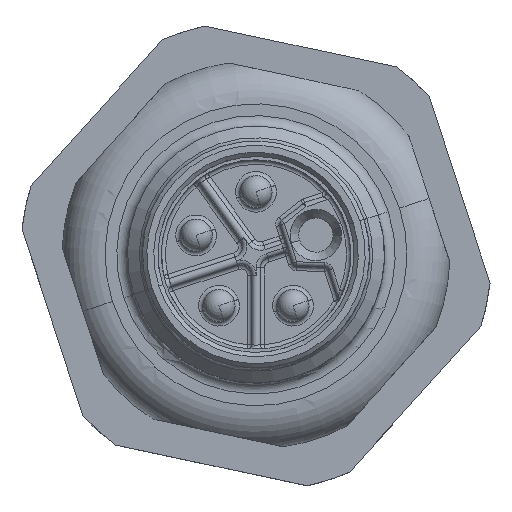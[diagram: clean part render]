
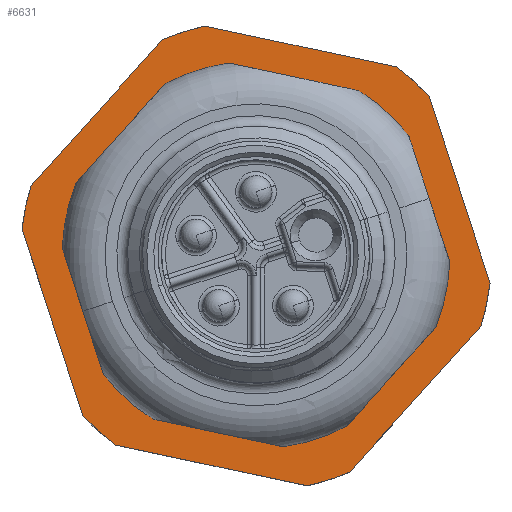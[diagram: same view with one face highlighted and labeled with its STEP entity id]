
A CAD part, top view. The second image highlights one B-rep face of the part: STEP entity #6631.
In plain terms, the highlighted planar face has unit normal (0, 0, 1).
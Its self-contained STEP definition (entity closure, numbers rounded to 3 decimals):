
#6479=AXIS2_PLACEMENT_3D('Plane Axis2P3D',#6476,#6477,#6478) ;
#6599=AXIS2_PLACEMENT_3D('Circle Axis2P3D',#6597,#6598,$) ;
#6608=AXIS2_PLACEMENT_3D('Circle Axis2P3D',#6606,#6607,$) ;
#6615=AXIS2_PLACEMENT_3D('Circle Axis2P3D',#6613,#6614,$) ;
#6622=AXIS2_PLACEMENT_3D('Circle Axis2P3D',#6620,#6621,$) ;
#6476=CARTESIAN_POINT('Axis2P3D Location',(-3.196,2.49,10.1)) ;
#6482=CARTESIAN_POINT('Control Point',(15.292,0.637,10.1)) ;
#6483=CARTESIAN_POINT('Control Point',(14.913,0.474,10.1)) ;
#6484=CARTESIAN_POINT('Control Point',(14.526,0.328,10.1)) ;
#6485=CARTESIAN_POINT('Control Point',(14.132,0.199,10.1)) ;
#6486=CARTESIAN_POINT('Control Point',(13.733,0.09,10.1)) ;
#6487=CARTESIAN_POINT('Control Point',(13.33,0.,10.1)) ;
#6488=CARTESIAN_POINT('Vertex',(15.292,0.637,10.1)) ;
#6490=CARTESIAN_POINT('Vertex',(13.33,0.,10.1)) ;
#6493=CARTESIAN_POINT('Line Origine',(18.358,4.043,10.1)) ;
#6497=CARTESIAN_POINT('Vertex',(21.424,7.448,10.1)) ;
#6501=CARTESIAN_POINT('Control Point',(21.853,9.466,10.1)) ;
#6502=CARTESIAN_POINT('Control Point',(21.806,9.056,10.1)) ;
#6503=CARTESIAN_POINT('Control Point',(21.739,8.648,10.1)) ;
#6504=CARTESIAN_POINT('Control Point',(21.653,8.242,10.1)) ;
#6505=CARTESIAN_POINT('Control Point',(21.548,7.842,10.1)) ;
#6506=CARTESIAN_POINT('Control Point',(21.424,7.448,10.1)) ;
#6507=CARTESIAN_POINT('Vertex',(21.853,9.466,10.1)) ;
#6510=CARTESIAN_POINT('Line Origine',(20.437,13.824,10.1)) ;
#6514=CARTESIAN_POINT('Vertex',(19.021,18.183,10.1)) ;
#6518=CARTESIAN_POINT('Control Point',(17.488,19.563,10.1)) ;
#6519=CARTESIAN_POINT('Control Point',(17.82,19.317,10.1)) ;
#6520=CARTESIAN_POINT('Control Point',(18.139,19.055,10.1)) ;
#6521=CARTESIAN_POINT('Control Point',(18.448,18.777,10.1)) ;
#6522=CARTESIAN_POINT('Control Point',(18.742,18.487,10.1)) ;
#6523=CARTESIAN_POINT('Control Point',(19.021,18.183,10.1)) ;
#6524=CARTESIAN_POINT('Vertex',(17.488,19.563,10.1)) ;
#6527=CARTESIAN_POINT('Line Origine',(13.006,20.516,10.1)) ;
#6531=CARTESIAN_POINT('Vertex',(8.523,21.468,10.1)) ;
#6535=CARTESIAN_POINT('Control Point',(6.562,20.831,10.1)) ;
#6536=CARTESIAN_POINT('Control Point',(6.941,20.995,10.1)) ;
#6537=CARTESIAN_POINT('Control Point',(7.327,21.141,10.1)) ;
#6538=CARTESIAN_POINT('Control Point',(7.722,21.269,10.1)) ;
#6539=CARTESIAN_POINT('Control Point',(8.12,21.378,10.1)) ;
#6540=CARTESIAN_POINT('Control Point',(8.523,21.468,10.1)) ;
#6541=CARTESIAN_POINT('Vertex',(6.562,20.831,10.1)) ;
#6544=CARTESIAN_POINT('Line Origine',(3.495,17.426,10.1)) ;
#6548=CARTESIAN_POINT('Vertex',(0.429,14.02,10.1)) ;
#6552=CARTESIAN_POINT('Control Point',(0.,12.002,10.1)) ;
#6553=CARTESIAN_POINT('Control Point',(0.048,12.412,10.1)) ;
#6554=CARTESIAN_POINT('Control Point',(0.114,12.82,10.1)) ;
#6555=CARTESIAN_POINT('Control Point',(0.201,13.226,10.1)) ;
#6556=CARTESIAN_POINT('Control Point',(0.306,13.626,10.1)) ;
#6557=CARTESIAN_POINT('Control Point',(0.429,14.02,10.1)) ;
#6558=CARTESIAN_POINT('Vertex',(0.,12.002,10.1)) ;
#6561=CARTESIAN_POINT('Line Origine',(1.416,7.644,10.1)) ;
#6565=CARTESIAN_POINT('Vertex',(2.832,3.286,10.1)) ;
#6569=CARTESIAN_POINT('Control Point',(4.365,1.906,10.1)) ;
#6570=CARTESIAN_POINT('Control Point',(4.034,2.152,10.1)) ;
#6571=CARTESIAN_POINT('Control Point',(3.714,2.414,10.1)) ;
#6572=CARTESIAN_POINT('Control Point',(3.406,2.691,10.1)) ;
#6573=CARTESIAN_POINT('Control Point',(3.112,2.982,10.1)) ;
#6574=CARTESIAN_POINT('Control Point',(2.832,3.286,10.1)) ;
#6575=CARTESIAN_POINT('Vertex',(4.365,1.906,10.1)) ;
#6578=CARTESIAN_POINT('Line Origine',(8.848,0.953,10.1)) ;
#6597=CARTESIAN_POINT('Axis2P3D Location',(10.927,10.734,10.1)) ;
#6601=CARTESIAN_POINT('Vertex',(3.894,12.229,10.1)) ;
#6603=CARTESIAN_POINT('Vertex',(4.089,8.512,10.1)) ;
#6606=CARTESIAN_POINT('Axis2P3D Location',(10.927,10.734,10.1)) ;
#6610=CARTESIAN_POINT('Vertex',(17.765,12.956,10.1)) ;
#6613=CARTESIAN_POINT('Axis2P3D Location',(10.927,10.734,10.1)) ;
#6617=CARTESIAN_POINT('Vertex',(17.96,9.239,10.1)) ;
#6620=CARTESIAN_POINT('Axis2P3D Location',(10.927,10.734,10.1)) ;
#6477=DIRECTION('Axis2P3D Direction',(0.,0.,1.)) ;
#6478=DIRECTION('Axis2P3D XDirection',(0.978,-0.208,0.)) ;
#6494=DIRECTION('Vector Direction',(-0.669,-0.743,0.)) ;
#6511=DIRECTION('Vector Direction',(0.309,-0.951,0.)) ;
#6528=DIRECTION('Vector Direction',(0.978,-0.208,0.)) ;
#6545=DIRECTION('Vector Direction',(0.669,0.743,0.)) ;
#6562=DIRECTION('Vector Direction',(-0.309,0.951,0.)) ;
#6579=DIRECTION('Vector Direction',(-0.978,0.208,0.)) ;
#6598=DIRECTION('Axis2P3D Direction',(0.,0.,1.)) ;
#6607=DIRECTION('Axis2P3D Direction',(0.,0.,1.)) ;
#6614=DIRECTION('Axis2P3D Direction',(0.,0.,1.)) ;
#6621=DIRECTION('Axis2P3D Direction',(0.,0.,1.)) ;
#6495=VECTOR('Line Direction',#6494,1.) ;
#6512=VECTOR('Line Direction',#6511,1.) ;
#6529=VECTOR('Line Direction',#6528,1.) ;
#6546=VECTOR('Line Direction',#6545,1.) ;
#6563=VECTOR('Line Direction',#6562,1.) ;
#6580=VECTOR('Line Direction',#6579,1.) ;
#6584=ORIENTED_EDGE('',*,*,#6492,.F.) ;
#6585=ORIENTED_EDGE('',*,*,#6499,.F.) ;
#6586=ORIENTED_EDGE('',*,*,#6509,.F.) ;
#6587=ORIENTED_EDGE('',*,*,#6516,.F.) ;
#6588=ORIENTED_EDGE('',*,*,#6526,.F.) ;
#6589=ORIENTED_EDGE('',*,*,#6533,.F.) ;
#6590=ORIENTED_EDGE('',*,*,#6543,.F.) ;
#6591=ORIENTED_EDGE('',*,*,#6550,.F.) ;
#6592=ORIENTED_EDGE('',*,*,#6560,.F.) ;
#6593=ORIENTED_EDGE('',*,*,#6567,.F.) ;
#6594=ORIENTED_EDGE('',*,*,#6577,.F.) ;
#6595=ORIENTED_EDGE('',*,*,#6582,.F.) ;
#6626=ORIENTED_EDGE('',*,*,#6605,.F.) ;
#6627=ORIENTED_EDGE('',*,*,#6612,.F.) ;
#6628=ORIENTED_EDGE('',*,*,#6619,.F.) ;
#6629=ORIENTED_EDGE('',*,*,#6624,.F.) ;
#6630=FACE_BOUND('',#6625,.T.) ;
#6631=ADVANCED_FACE('Hauptk\X2\00F6\X0\rper',(#6596,#6630),#6480,.T.) ;
#6481=B_SPLINE_CURVE_WITH_KNOTS('',5,(#6482,#6483,#6484,#6485,#6486,#6487),.UNSPECIFIED.,.F.,.U.,(6,6),(0.,2.919),.UNSPECIFIED.) ;
#6500=B_SPLINE_CURVE_WITH_KNOTS('',5,(#6501,#6502,#6503,#6504,#6505,#6506),.UNSPECIFIED.,.F.,.U.,(6,6),(0.,2.919),.UNSPECIFIED.) ;
#6517=B_SPLINE_CURVE_WITH_KNOTS('',5,(#6518,#6519,#6520,#6521,#6522,#6523),.UNSPECIFIED.,.F.,.U.,(6,6),(0.,2.919),.UNSPECIFIED.) ;
#6534=B_SPLINE_CURVE_WITH_KNOTS('',5,(#6535,#6536,#6537,#6538,#6539,#6540),.UNSPECIFIED.,.F.,.U.,(6,6),(0.,2.919),.UNSPECIFIED.) ;
#6551=B_SPLINE_CURVE_WITH_KNOTS('',5,(#6552,#6553,#6554,#6555,#6556,#6557),.UNSPECIFIED.,.F.,.U.,(6,6),(0.,2.919),.UNSPECIFIED.) ;
#6568=B_SPLINE_CURVE_WITH_KNOTS('',5,(#6569,#6570,#6571,#6572,#6573,#6574),.UNSPECIFIED.,.F.,.U.,(6,6),(0.,2.919),.UNSPECIFIED.) ;
#6600=CIRCLE('generated circle',#6599,7.19) ;
#6609=CIRCLE('generated circle',#6608,7.19) ;
#6616=CIRCLE('generated circle',#6615,7.19) ;
#6623=CIRCLE('generated circle',#6622,7.19) ;
#6492=EDGE_CURVE('',#6489,#6491,#6481,.T.) ;
#6499=EDGE_CURVE('',#6498,#6489,#6496,.T.) ;
#6509=EDGE_CURVE('',#6508,#6498,#6500,.T.) ;
#6516=EDGE_CURVE('',#6515,#6508,#6513,.T.) ;
#6526=EDGE_CURVE('',#6525,#6515,#6517,.T.) ;
#6533=EDGE_CURVE('',#6532,#6525,#6530,.T.) ;
#6543=EDGE_CURVE('',#6542,#6532,#6534,.T.) ;
#6550=EDGE_CURVE('',#6549,#6542,#6547,.T.) ;
#6560=EDGE_CURVE('',#6559,#6549,#6551,.T.) ;
#6567=EDGE_CURVE('',#6566,#6559,#6564,.T.) ;
#6577=EDGE_CURVE('',#6576,#6566,#6568,.T.) ;
#6582=EDGE_CURVE('',#6491,#6576,#6581,.T.) ;
#6605=EDGE_CURVE('',#6602,#6604,#6600,.T.) ;
#6612=EDGE_CURVE('',#6611,#6602,#6609,.T.) ;
#6619=EDGE_CURVE('',#6618,#6611,#6616,.T.) ;
#6624=EDGE_CURVE('',#6604,#6618,#6623,.T.) ;
#6583=EDGE_LOOP('',(#6584,#6585,#6586,#6587,#6588,#6589,#6590,#6591,#6592,#6593,#6594,#6595)) ;
#6625=EDGE_LOOP('',(#6626,#6627,#6628,#6629)) ;
#6596=FACE_OUTER_BOUND('',#6583,.T.) ;
#6496=LINE('Line',#6493,#6495) ;
#6513=LINE('Line',#6510,#6512) ;
#6530=LINE('Line',#6527,#6529) ;
#6547=LINE('Line',#6544,#6546) ;
#6564=LINE('Line',#6561,#6563) ;
#6581=LINE('Line',#6578,#6580) ;
#6480=PLANE('',#6479) ;
#6489=VERTEX_POINT('',#6488) ;
#6491=VERTEX_POINT('',#6490) ;
#6498=VERTEX_POINT('',#6497) ;
#6508=VERTEX_POINT('',#6507) ;
#6515=VERTEX_POINT('',#6514) ;
#6525=VERTEX_POINT('',#6524) ;
#6532=VERTEX_POINT('',#6531) ;
#6542=VERTEX_POINT('',#6541) ;
#6549=VERTEX_POINT('',#6548) ;
#6559=VERTEX_POINT('',#6558) ;
#6566=VERTEX_POINT('',#6565) ;
#6576=VERTEX_POINT('',#6575) ;
#6602=VERTEX_POINT('',#6601) ;
#6604=VERTEX_POINT('',#6603) ;
#6611=VERTEX_POINT('',#6610) ;
#6618=VERTEX_POINT('',#6617) ;
